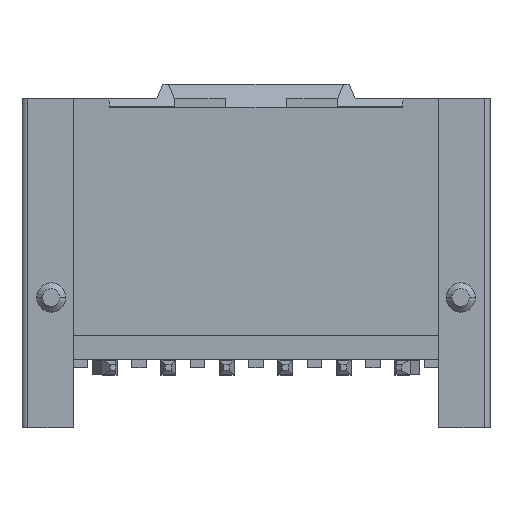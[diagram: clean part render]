
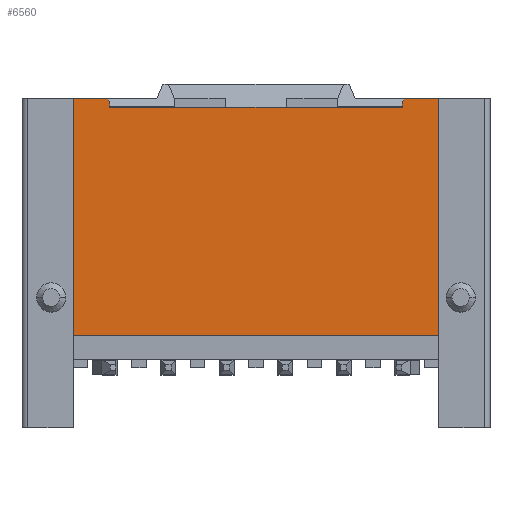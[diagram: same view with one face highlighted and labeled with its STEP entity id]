
A CAD part, top view. The second image highlights one B-rep face of the part: STEP entity #6560.
In plain terms, the highlighted planar face has unit normal (0, 0, 1).
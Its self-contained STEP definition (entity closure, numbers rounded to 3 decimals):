
#521=DIRECTION('',(-1.,0.,0.));
#522=VECTOR('',#521,1.15);
#523=CARTESIAN_POINT('',(-5.1,11.25,-0.1));
#524=LINE('',#523,#522);
#560=DIRECTION('',(-1.,0.,0.));
#561=VECTOR('',#560,1.15);
#562=CARTESIAN_POINT('',(6.25,11.25,-0.1));
#563=LINE('',#562,#561);
#1229=DIRECTION('',(-0.707,0.707,0.));
#1230=VECTOR('',#1229,0.141);
#1231=CARTESIAN_POINT('',(-5.,11.15,-0.1));
#1232=LINE('',#1231,#1230);
#1233=DIRECTION('',(0.,-1.,0.));
#1234=VECTOR('',#1233,0.2);
#1235=CARTESIAN_POINT('',(-5.,11.15,-0.1));
#1236=LINE('',#1235,#1234);
#1237=DIRECTION('',(1.,0.,0.));
#1238=VECTOR('',#1237,10.);
#1239=CARTESIAN_POINT('',(-5.,10.95,-0.1));
#1240=LINE('',#1239,#1238);
#1241=DIRECTION('',(0.,-1.,0.));
#1242=VECTOR('',#1241,0.2);
#1243=CARTESIAN_POINT('',(5.,11.15,-0.1));
#1244=LINE('',#1243,#1242);
#1245=DIRECTION('',(-0.707,-0.707,0.));
#1246=VECTOR('',#1245,0.141);
#1247=CARTESIAN_POINT('',(5.1,11.25,-0.1));
#1248=LINE('',#1247,#1246);
#1249=DIRECTION('',(-1.,0.,0.));
#1250=VECTOR('',#1249,12.5);
#1251=CARTESIAN_POINT('',(6.25,3.15,-0.1));
#1252=LINE('',#1251,#1250);
#1329=DIRECTION('',(0.,1.,0.));
#1330=VECTOR('',#1329,8.1);
#1331=CARTESIAN_POINT('',(6.25,3.15,-0.1));
#1332=LINE('',#1331,#1330);
#1465=DIRECTION('',(0.,1.,0.));
#1466=VECTOR('',#1465,8.1);
#1467=CARTESIAN_POINT('',(-6.25,3.15,-0.1));
#1468=LINE('',#1467,#1466);
#3862=CARTESIAN_POINT('',(6.25,3.15,-0.1));
#3864=VERTEX_POINT('',#3862);
#3872=CARTESIAN_POINT('',(-6.25,3.15,-0.1));
#3874=VERTEX_POINT('',#3872);
#3889=CARTESIAN_POINT('',(-6.25,11.25,-0.1));
#3891=VERTEX_POINT('',#3889);
#3893=CARTESIAN_POINT('',(6.25,11.25,-0.1));
#3895=VERTEX_POINT('',#3893);
#4041=CARTESIAN_POINT('',(-5.,10.95,-0.1));
#4042=CARTESIAN_POINT('',(5.,10.95,-0.1));
#4043=VERTEX_POINT('',#4041);
#4044=VERTEX_POINT('',#4042);
#4535=CARTESIAN_POINT('',(-5.,11.15,-0.1));
#4536=CARTESIAN_POINT('',(-5.1,11.25,-0.1));
#4537=VERTEX_POINT('',#4535);
#4538=VERTEX_POINT('',#4536);
#4539=CARTESIAN_POINT('',(5.1,11.25,-0.1));
#4540=CARTESIAN_POINT('',(5.,11.15,-0.1));
#4541=VERTEX_POINT('',#4539);
#4542=VERTEX_POINT('',#4540);
#6536=CARTESIAN_POINT('',(6.25,3.15,-0.1));
#6537=DIRECTION('',(0.,0.,-1.));
#6538=DIRECTION('',(0.,1.,0.));
#6539=AXIS2_PLACEMENT_3D('',#6536,#6537,#6538);
#6540=PLANE('',#6539);
#6542=ORIENTED_EDGE('',*,*,#6541,.F.);
#6544=ORIENTED_EDGE('',*,*,#6543,.T.);
#6546=ORIENTED_EDGE('',*,*,#6545,.T.);
#6548=ORIENTED_EDGE('',*,*,#6547,.F.);
#6549=ORIENTED_EDGE('',*,*,#6527,.F.);
#6550=ORIENTED_EDGE('',*,*,#5711,.F.);
#6552=ORIENTED_EDGE('',*,*,#6551,.F.);
#6554=ORIENTED_EDGE('',*,*,#6553,.T.);
#6556=ORIENTED_EDGE('',*,*,#6555,.T.);
#6557=ORIENTED_EDGE('',*,*,#5680,.F.);
#6558=EDGE_LOOP('',(#6542,#6544,#6546,#6548,#6549,#6550,#6552,#6554,#6556,
#6557));
#6559=FACE_OUTER_BOUND('',#6558,.F.);
#6560=ADVANCED_FACE('',(#6559),#6540,.F.);
#5680=EDGE_CURVE('',#4538,#3891,#524,.T.);
#5711=EDGE_CURVE('',#3895,#4541,#563,.T.);
#6527=EDGE_CURVE('',#4541,#4542,#1248,.T.);
#6541=EDGE_CURVE('',#4537,#4538,#1232,.T.);
#6543=EDGE_CURVE('',#4537,#4043,#1236,.T.);
#6545=EDGE_CURVE('',#4043,#4044,#1240,.T.);
#6547=EDGE_CURVE('',#4542,#4044,#1244,.T.);
#6551=EDGE_CURVE('',#3864,#3895,#1332,.T.);
#6553=EDGE_CURVE('',#3864,#3874,#1252,.T.);
#6555=EDGE_CURVE('',#3874,#3891,#1468,.T.);
